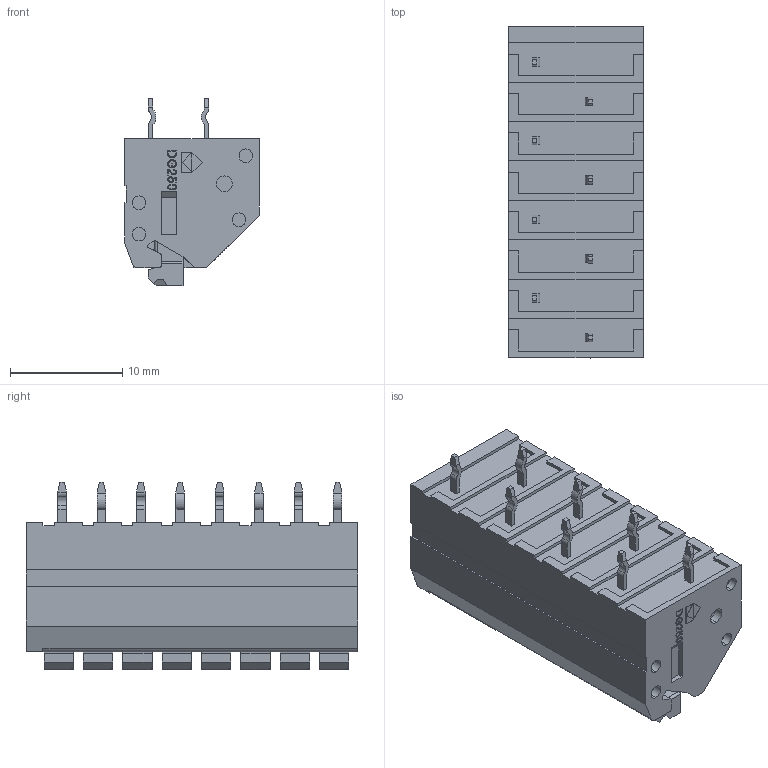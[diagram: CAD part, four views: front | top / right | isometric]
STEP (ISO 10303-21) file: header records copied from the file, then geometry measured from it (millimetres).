
FILE_DESCRIPTION((''),'2;1');
FILE_NAME('DG250-3_5-XXP-1Y-00A_','2022-06-22T',('BYH'),(''),'CREO PARAMETRIC BY PTC INC, 2014350','CREO PARAMETRIC BY PTC INC, 2014350','');
FILE_SCHEMA(('AUTOMOTIVE_DESIGN { 1 0 10303 214 1 1 1 1 }'));
Length unit declared in the file: millimetre
Products named in the file (1): DG250-3_5-XXP-1Y-00A_
Bounding box: 12 x 29.5 x 16.7 mm (x, y, z)
Volume: 3471.2 mm3; surface area: 2291.9 mm2
Topology: 1 solids, 1 shells, 801 faces, 2344 edges, 1558 vertices
Faces by surface type: plane 661, cylinder 130, cone 10
Entity records: 26607 total; most frequent: CARTESIAN_POINT 5186, ORIENTED_EDGE 4688, DIRECTION 4098, EDGE_CURVE 2344, VECTOR 2020, LINE 2020, VERTEX_POINT 1558, AXIS2_PLACEMENT_3D 1039
